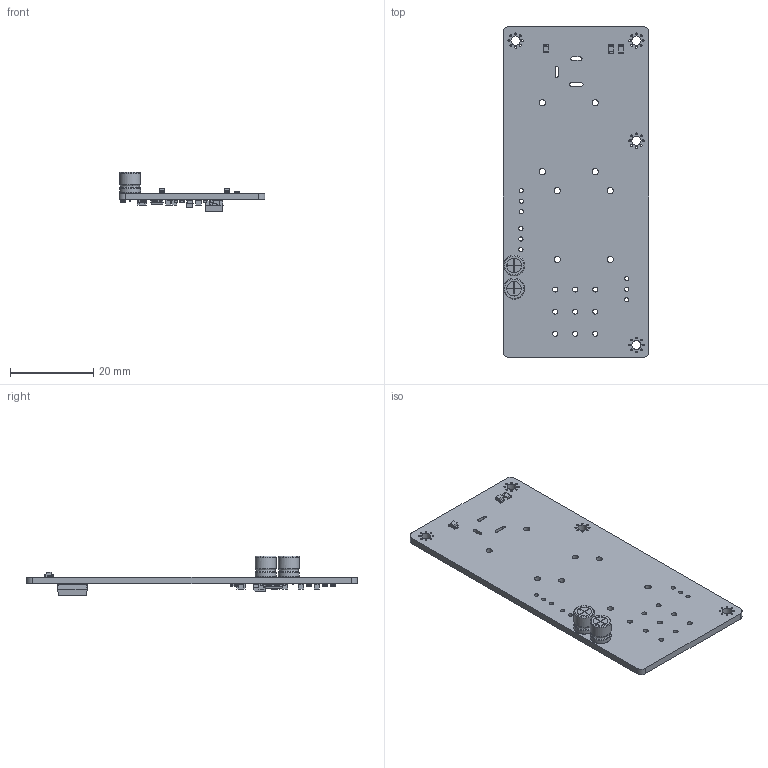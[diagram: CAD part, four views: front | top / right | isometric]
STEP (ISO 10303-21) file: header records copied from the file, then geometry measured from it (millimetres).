
FILE_DESCRIPTION(('KiCad electronic assembly'),'2;1');
FILE_NAME('Distorsion1.step','2020-06-09T11:02:41',('An Author'),( 'A Company'),'Open CASCADE STEP processor 6.9', 'KiCad to STEP converter','Unknown');
FILE_SCHEMA(('AUTOMOTIVE_DESIGN { 1 0 10303 214 1 1 1 1 }'));
Length unit declared in the file: millimetre
Products named in the file (18): Open CASCADE STEP translator 6.9 1; TSSOP-8_4.4x3mm_P0.65mm; SOLID; R_0805_2012Metric; LED_0805_2012Metric; D_SOD-523; C_0805_2012Metric; CP_EIA-3216-18_Kemet-A; C_Radial_D5.0mm_H5.0mm_P2.00mm; CP_EIA-7343-30_AVX-N; COMPOUND
Assembly tree (40 placements, depth 3):
  Open CASCADE STEP translator 6.9 1
    TSSOP-8_4.4x3mm_P0.65mm
      SOLID
    R_0805_2012Metric  x12
      SOLID
    LED_0805_2012Metric  x2
      SOLID
    D_SOD-523  x4
      SOLID
    C_0805_2012Metric  x8
      SOLID
    CP_EIA-3216-18_Kemet-A
      SOLID
    C_Radial_D5.0mm_H5.0mm_P2.00mm  x2
      SOLID
    CP_EIA-7343-30_AVX-N
      SOLID
    COMPOUND
Bounding box: 35 x 79.37 x 9.5 mm (x, y, z)
Volume: 4676.8 mm3; surface area: 6848.5 mm2
Topology: 32 solids, 34 shells, 1143 faces, 2936 edges, 1896 vertices
Faces by surface type: plane 703, cylinder 341, bspline 93, revolution 4, torus 2
Full cylindrical faces by diameter (mm): 0.4 x36, 0.5 x1, 0.6 x4, 1 x9, 1.2 x9, 1.5 x8, 2.2 x4, 3.5 x6, 5 x4
Entity records: 39683 total; most frequent: CARTESIAN_POINT 10135, DIRECTION 4846, LINE 3007, VECTOR 3007, ORIENTED_EDGE 2606, PCURVE 2606, DEFINITIONAL_REPRESENTATION 2606, EDGE_CURVE 1303
